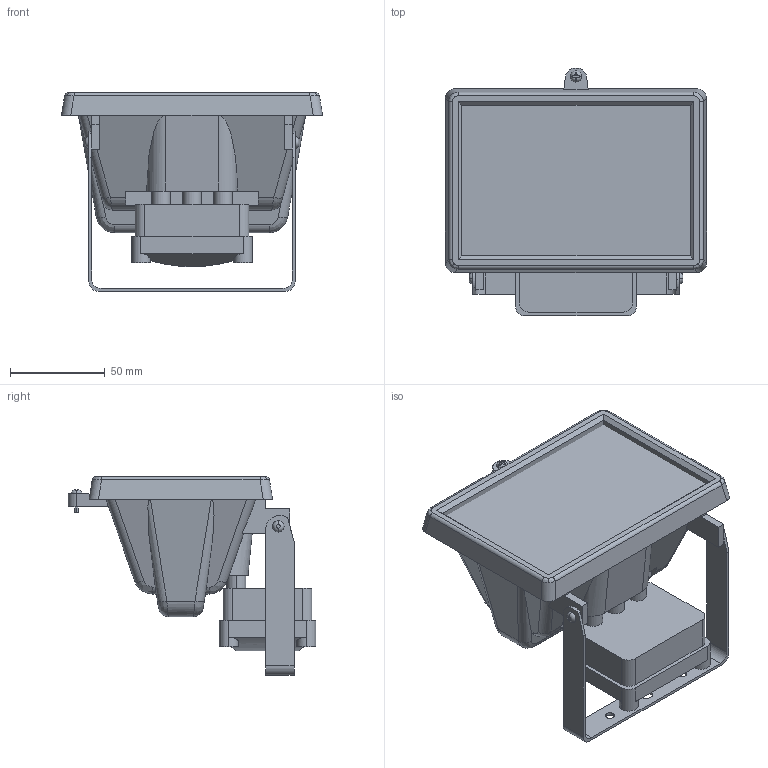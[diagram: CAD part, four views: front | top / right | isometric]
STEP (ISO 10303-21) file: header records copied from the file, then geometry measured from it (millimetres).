
FILE_DESCRIPTION (( 'STEP AP214' ), '1' );
FILE_NAME ('LPI01-1-0150-K02 Ïðîæåêòîð ÈÎ150 ãàëîãåííûé ÷åðíûé IP54 ÈÝÊ.STEP', '2017-10-16T09:16:45', ( '' ), ( '' ), 'SwSTEP 2.0', 'SolidWorks 2014', '' );
FILE_SCHEMA (( 'AUTOMOTIVE_DESIGN' ));
Length unit declared in the file: millimetre
Products named in the file (1): LPI01-1-0150-K02 Ïðîæåêòîð ÈÎ150 ãàëîãåííûé  ÷åðíûé IP54  ÈÝÊ
Bounding box: 138 x 130.79 x 104.97 mm (x, y, z)
Volume: 430390.9 mm3; surface area: 105645.1 mm2
Topology: 2 solids, 2 shells, 297 faces, 778 edges, 498 vertices
Faces by surface type: plane 187, cylinder 81, bspline 23, torus 6
Entity records: 9717 total; most frequent: CARTESIAN_POINT 2613, ORIENTED_EDGE 1548, DIRECTION 1362, EDGE_CURVE 774, VECTOR 528, LINE 528, VERTEX_POINT 498, AXIS2_PLACEMENT_3D 417
